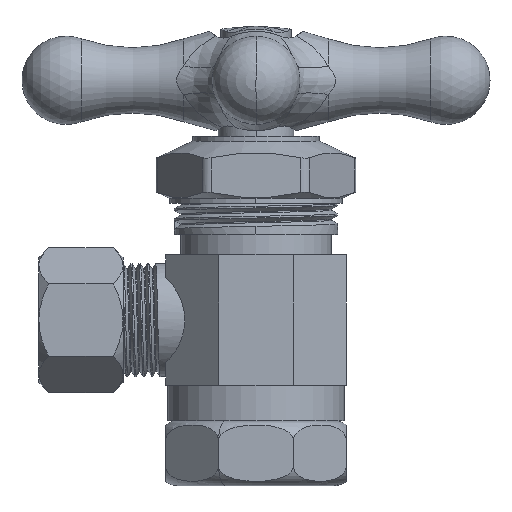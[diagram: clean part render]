
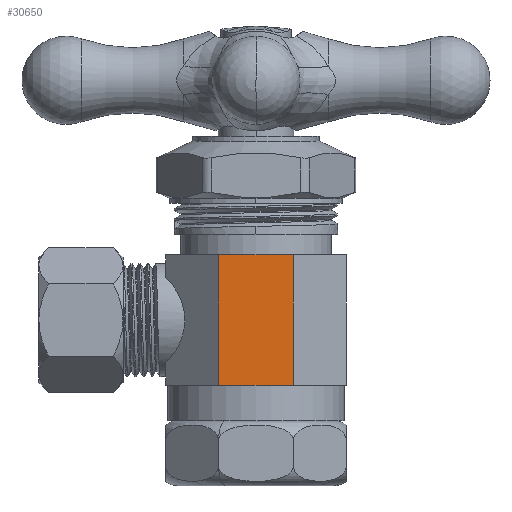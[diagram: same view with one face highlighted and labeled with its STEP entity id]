
A CAD part, left-side view. The second image highlights one B-rep face of the part: STEP entity #30650.
In plain terms, the highlighted planar face has unit normal (1, 0, 0).
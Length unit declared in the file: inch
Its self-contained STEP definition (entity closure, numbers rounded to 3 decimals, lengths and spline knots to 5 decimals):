
#22938=DIRECTION('',(0.,1.,0.));
#22939=VECTOR('',#22938,0.37279);
#22940=CARTESIAN_POINT('',(-0.45,-0.1864,0.575));
#22941=LINE('',#22940,#22939);
#22968=DIRECTION('',(0.,0.,-1.));
#22969=VECTOR('',#22968,0.65);
#22970=CARTESIAN_POINT('',(-0.45,-0.1864,0.575));
#22971=LINE('',#22970,#22969);
#22972=DIRECTION('',(0.,1.,0.));
#22973=VECTOR('',#22972,0.37279);
#22974=CARTESIAN_POINT('',(-0.45,-0.1864,-0.075));
#22975=LINE('',#22974,#22973);
#23010=DIRECTION('',(0.,0.,1.));
#23011=VECTOR('',#23010,0.65);
#23012=CARTESIAN_POINT('',(-0.45,0.1864,-0.075));
#23013=LINE('',#23012,#23011);
#30271=CARTESIAN_POINT('',(-0.45,-0.1864,0.575));
#30272=CARTESIAN_POINT('',(-0.45,0.1864,0.575));
#30273=VERTEX_POINT('',#30271);
#30274=VERTEX_POINT('',#30272);
#30275=CARTESIAN_POINT('',(-0.45,-0.1864,-0.075));
#30276=VERTEX_POINT('',#30275);
#30277=CARTESIAN_POINT('',(-0.45,0.1864,-0.075));
#30278=VERTEX_POINT('',#30277);
#30635=CARTESIAN_POINT('',(-0.45,0.,0.25));
#30636=DIRECTION('',(1.,0.,0.));
#30637=DIRECTION('',(0.,1.,0.));
#30638=AXIS2_PLACEMENT_3D('',#30635,#30636,#30637);
#30639=PLANE('',#30638);
#30641=ORIENTED_EDGE('',*,*,#30640,.T.);
#30643=ORIENTED_EDGE('',*,*,#30642,.F.);
#30645=ORIENTED_EDGE('',*,*,#30644,.F.);
#30647=ORIENTED_EDGE('',*,*,#30646,.F.);
#30648=EDGE_LOOP('',(#30641,#30643,#30645,#30647));
#30649=FACE_OUTER_BOUND('',#30648,.F.);
#30650=ADVANCED_FACE('',(#30649),#30639,.T.);
#30640=EDGE_CURVE('',#30273,#30274,#22941,.T.);
#30642=EDGE_CURVE('',#30278,#30274,#23013,.T.);
#30644=EDGE_CURVE('',#30276,#30278,#22975,.T.);
#30646=EDGE_CURVE('',#30273,#30276,#22971,.T.);
